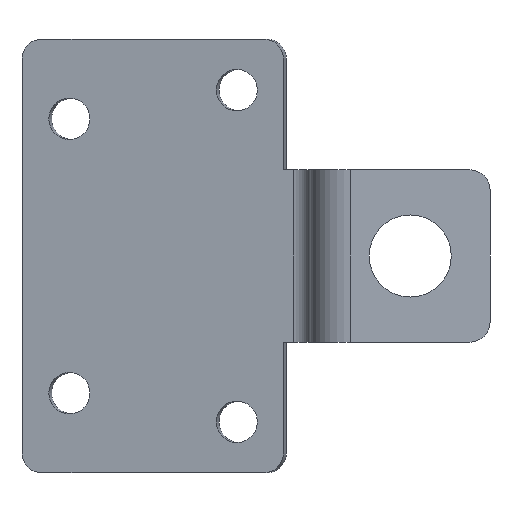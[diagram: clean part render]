
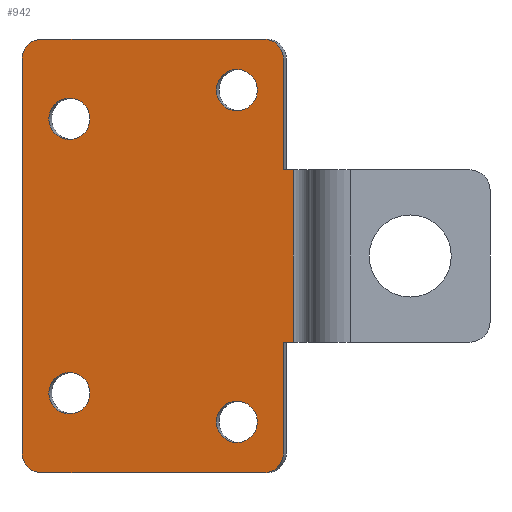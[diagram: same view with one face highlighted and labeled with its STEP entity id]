
A CAD part, front view. The second image highlights one B-rep face of the part: STEP entity #942.
In plain terms, the highlighted planar face has unit normal (-0.139, -0.99, 0).
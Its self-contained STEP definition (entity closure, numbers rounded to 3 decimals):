
#226=CARTESIAN_POINT('',(-20.791,6.486,10.92));
#227=DIRECTION('',(-0.139,-0.99,0.));
#228=DIRECTION('',(0.,0.,-1.));
#229=AXIS2_PLACEMENT_3D('',#226,#227,#228);
#231=CARTESIAN_POINT('',(-20.791,6.486,10.92));
#232=DIRECTION('',(-0.139,-0.99,0.));
#233=DIRECTION('',(0.,0.,1.));
#234=AXIS2_PLACEMENT_3D('',#231,#232,#233);
#236=CARTESIAN_POINT('',(-20.791,6.486,-10.92));
#237=DIRECTION('',(-0.139,-0.99,0.));
#238=DIRECTION('',(0.,0.,-1.));
#239=AXIS2_PLACEMENT_3D('',#236,#237,#238);
#241=CARTESIAN_POINT('',(-20.791,6.486,-10.92));
#242=DIRECTION('',(-0.139,-0.99,0.));
#243=DIRECTION('',(0.,0.,1.));
#244=AXIS2_PLACEMENT_3D('',#241,#242,#243);
#246=CARTESIAN_POINT('',(-7.462,4.613,13.21));
#247=DIRECTION('',(-0.139,-0.99,0.));
#248=DIRECTION('',(0.,0.,-1.));
#249=AXIS2_PLACEMENT_3D('',#246,#247,#248);
#251=CARTESIAN_POINT('',(-7.462,4.613,13.21));
#252=DIRECTION('',(-0.139,-0.99,0.));
#253=DIRECTION('',(0.,0.,1.));
#254=AXIS2_PLACEMENT_3D('',#251,#252,#253);
#256=CARTESIAN_POINT('',(-7.462,4.613,-13.21));
#257=DIRECTION('',(-0.139,-0.99,0.));
#258=DIRECTION('',(0.,0.,-1.));
#259=AXIS2_PLACEMENT_3D('',#256,#257,#258);
#261=CARTESIAN_POINT('',(-7.462,4.613,-13.21));
#262=DIRECTION('',(-0.139,-0.99,0.));
#263=DIRECTION('',(0.,0.,1.));
#264=AXIS2_PLACEMENT_3D('',#261,#262,#263);
#266=CARTESIAN_POINT('',(-5.323,4.312,-15.67));
#267=DIRECTION('',(-0.139,-0.99,0.));
#268=DIRECTION('',(0.,0.,-1.));
#269=AXIS2_PLACEMENT_3D('',#266,#267,#268);
#271=DIRECTION('',(0.99,-0.139,0.));
#272=VECTOR('',#271,17.83);
#273=CARTESIAN_POINT('',(-22.979,6.794,-17.27));
#274=LINE('',#273,#272);
#275=CARTESIAN_POINT('',(-22.979,6.794,-15.67));
#276=DIRECTION('',(-0.139,-0.99,0.));
#277=DIRECTION('',(-0.99,0.139,0.));
#278=AXIS2_PLACEMENT_3D('',#275,#276,#277);
#280=DIRECTION('',(0.,0.,-1.));
#281=VECTOR('',#280,31.34);
#282=CARTESIAN_POINT('',(-24.563,7.016,15.67));
#283=LINE('',#282,#281);
#284=CARTESIAN_POINT('',(-22.979,6.794,15.67));
#285=DIRECTION('',(-0.139,-0.99,0.));
#286=DIRECTION('',(0.,0.,1.));
#287=AXIS2_PLACEMENT_3D('',#284,#285,#286);
#289=DIRECTION('',(-0.99,0.139,0.));
#290=VECTOR('',#289,17.83);
#291=CARTESIAN_POINT('',(-5.323,4.312,17.27));
#292=LINE('',#291,#290);
#293=CARTESIAN_POINT('',(-5.323,4.312,15.67));
#294=DIRECTION('',(-0.139,-0.99,0.));
#295=DIRECTION('',(0.99,-0.139,0.));
#296=AXIS2_PLACEMENT_3D('',#293,#294,#295);
#298=DIRECTION('',(0.,0.,1.));
#299=VECTOR('',#298,8.81);
#300=CARTESIAN_POINT('',(-3.738,4.09,6.86));
#301=LINE('',#300,#299);
#302=DIRECTION('',(0.99,-0.139,0.));
#303=VECTOR('',#302,0.768);
#304=CARTESIAN_POINT('',(-3.738,4.09,6.86));
#305=LINE('',#304,#303);
#306=DIRECTION('',(-0.99,0.139,0.));
#307=VECTOR('',#306,0.768);
#308=CARTESIAN_POINT('',(-2.977,3.983,-6.86));
#309=LINE('',#308,#307);
#310=DIRECTION('',(0.,0.,1.));
#311=VECTOR('',#310,8.81);
#312=CARTESIAN_POINT('',(-3.738,4.09,-15.67));
#313=LINE('',#312,#311);
#350=DIRECTION('',(0.,0.,-1.));
#351=VECTOR('',#350,13.72);
#352=CARTESIAN_POINT('',(-2.977,3.983,6.86));
#353=LINE('',#352,#351);
#482=CARTESIAN_POINT('',(-2.977,3.983,6.86));
#483=CARTESIAN_POINT('',(-2.977,3.983,-6.86));
#484=VERTEX_POINT('',#482);
#485=VERTEX_POINT('',#483);
#490=CARTESIAN_POINT('',(-3.738,4.09,-6.86));
#492=VERTEX_POINT('',#490);
#494=CARTESIAN_POINT('',(-3.738,4.09,6.86));
#496=VERTEX_POINT('',#494);
#522=CARTESIAN_POINT('',(-7.462,4.613,-14.86));
#523=CARTESIAN_POINT('',(-7.462,4.613,-11.56));
#524=VERTEX_POINT('',#522);
#525=VERTEX_POINT('',#523);
#526=CARTESIAN_POINT('',(-7.462,4.613,11.56));
#527=CARTESIAN_POINT('',(-7.462,4.613,14.86));
#528=VERTEX_POINT('',#526);
#529=VERTEX_POINT('',#527);
#530=CARTESIAN_POINT('',(-20.791,6.486,-12.57));
#531=CARTESIAN_POINT('',(-20.791,6.486,-9.27));
#532=VERTEX_POINT('',#530);
#533=VERTEX_POINT('',#531);
#534=CARTESIAN_POINT('',(-20.791,6.486,9.27));
#535=CARTESIAN_POINT('',(-20.791,6.486,12.57));
#536=VERTEX_POINT('',#534);
#537=VERTEX_POINT('',#535);
#554=CARTESIAN_POINT('',(-5.323,4.312,-17.27));
#555=CARTESIAN_POINT('',(-3.738,4.09,-15.67));
#556=VERTEX_POINT('',#554);
#557=VERTEX_POINT('',#555);
#562=CARTESIAN_POINT('',(-24.563,7.016,-15.67));
#563=CARTESIAN_POINT('',(-22.979,6.794,-17.27));
#564=VERTEX_POINT('',#562);
#565=VERTEX_POINT('',#563);
#570=CARTESIAN_POINT('',(-22.979,6.794,17.27));
#571=CARTESIAN_POINT('',(-24.563,7.016,15.67));
#572=VERTEX_POINT('',#570);
#573=VERTEX_POINT('',#571);
#578=CARTESIAN_POINT('',(-3.738,4.09,15.67));
#579=CARTESIAN_POINT('',(-5.323,4.312,17.27));
#580=VERTEX_POINT('',#578);
#581=VERTEX_POINT('',#579);
#889=CARTESIAN_POINT('',(-0.223,3.596,3.6));
#890=DIRECTION('',(0.139,0.99,0.));
#891=DIRECTION('',(0.,0.,-1.));
#892=AXIS2_PLACEMENT_3D('',#889,#890,#891);
#893=PLANE('',#892);
#895=ORIENTED_EDGE('',*,*,#894,.F.);
#897=ORIENTED_EDGE('',*,*,#896,.F.);
#899=ORIENTED_EDGE('',*,*,#898,.F.);
#901=ORIENTED_EDGE('',*,*,#900,.F.);
#903=ORIENTED_EDGE('',*,*,#902,.F.);
#905=ORIENTED_EDGE('',*,*,#904,.F.);
#907=ORIENTED_EDGE('',*,*,#906,.F.);
#909=ORIENTED_EDGE('',*,*,#908,.F.);
#911=ORIENTED_EDGE('',*,*,#910,.T.);
#913=ORIENTED_EDGE('',*,*,#912,.T.);
#915=ORIENTED_EDGE('',*,*,#914,.T.);
#917=ORIENTED_EDGE('',*,*,#916,.F.);
#918=EDGE_LOOP('',(#895,#897,#899,#901,#903,#905,#907,#909,#911,#913,#915,
#917));
#919=FACE_OUTER_BOUND('',#918,.F.);
#921=ORIENTED_EDGE('',*,*,#920,.T.);
#923=ORIENTED_EDGE('',*,*,#922,.T.);
#924=EDGE_LOOP('',(#921,#923));
#925=FACE_BOUND('',#924,.F.);
#927=ORIENTED_EDGE('',*,*,#926,.T.);
#929=ORIENTED_EDGE('',*,*,#928,.T.);
#930=EDGE_LOOP('',(#927,#929));
#931=FACE_BOUND('',#930,.F.);
#932=ORIENTED_EDGE('',*,*,#869,.T.);
#933=ORIENTED_EDGE('',*,*,#883,.T.);
#934=EDGE_LOOP('',(#932,#933));
#935=FACE_BOUND('',#934,.F.);
#937=ORIENTED_EDGE('',*,*,#936,.T.);
#939=ORIENTED_EDGE('',*,*,#938,.T.);
#940=EDGE_LOOP('',(#937,#939));
#941=FACE_BOUND('',#940,.F.);
#942=ADVANCED_FACE('',(#919,#925,#931,#935,#941),#893,.F.);
#230=CIRCLE('',#229,1.65);
#235=CIRCLE('',#234,1.65);
#240=CIRCLE('',#239,1.65);
#245=CIRCLE('',#244,1.65);
#250=CIRCLE('',#249,1.65);
#255=CIRCLE('',#254,1.65);
#260=CIRCLE('',#259,1.65);
#265=CIRCLE('',#264,1.65);
#270=CIRCLE('',#269,1.6);
#279=CIRCLE('',#278,1.6);
#288=CIRCLE('',#287,1.6);
#297=CIRCLE('',#296,1.6);
#869=EDGE_CURVE('',#524,#525,#260,.T.);
#883=EDGE_CURVE('',#525,#524,#265,.T.);
#894=EDGE_CURVE('',#556,#557,#270,.T.);
#896=EDGE_CURVE('',#565,#556,#274,.T.);
#898=EDGE_CURVE('',#564,#565,#279,.T.);
#900=EDGE_CURVE('',#573,#564,#283,.T.);
#902=EDGE_CURVE('',#572,#573,#288,.T.);
#904=EDGE_CURVE('',#581,#572,#292,.T.);
#906=EDGE_CURVE('',#580,#581,#297,.T.);
#908=EDGE_CURVE('',#496,#580,#301,.T.);
#910=EDGE_CURVE('',#496,#484,#305,.T.);
#912=EDGE_CURVE('',#484,#485,#353,.T.);
#914=EDGE_CURVE('',#485,#492,#309,.T.);
#916=EDGE_CURVE('',#557,#492,#313,.T.);
#920=EDGE_CURVE('',#532,#533,#240,.T.);
#922=EDGE_CURVE('',#533,#532,#245,.T.);
#926=EDGE_CURVE('',#528,#529,#250,.T.);
#928=EDGE_CURVE('',#529,#528,#255,.T.);
#936=EDGE_CURVE('',#536,#537,#230,.T.);
#938=EDGE_CURVE('',#537,#536,#235,.T.);
